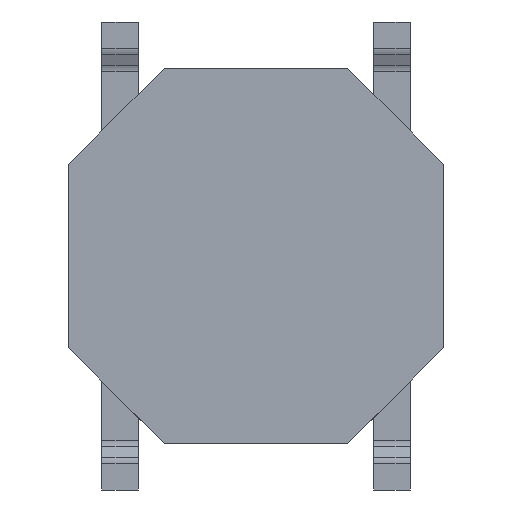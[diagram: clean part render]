
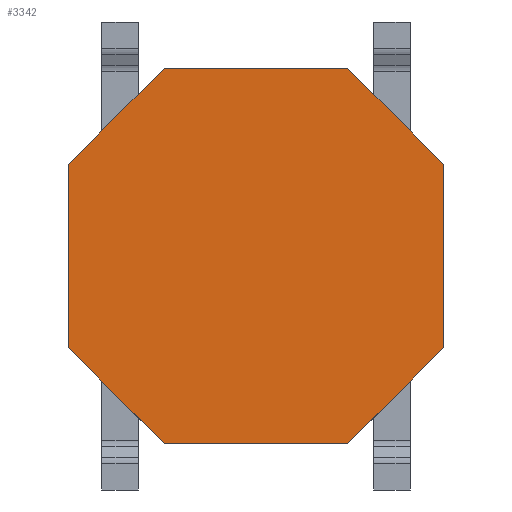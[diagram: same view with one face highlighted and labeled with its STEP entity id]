
A CAD part, front view. The second image highlights one B-rep face of the part: STEP entity #3342.
In plain terms, the highlighted planar face has unit normal (0, -1, 0).
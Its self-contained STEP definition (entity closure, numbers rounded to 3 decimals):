
#47 = VERTEX_POINT ( 'NONE', #73 ) ;
#73 = CARTESIAN_POINT ( 'NONE',  ( -2.55, 0., -1.25 ) ) ;
#78 = ORIENTED_EDGE ( 'NONE', *, *, #1933, .F. ) ;
#88 = ORIENTED_EDGE ( 'NONE', *, *, #2945, .T. ) ;
#165 = CARTESIAN_POINT ( 'NONE',  ( -1.25, 0., -2.55 ) ) ;
#228 = LINE ( 'NONE', #587, #1671 ) ;
#318 = LINE ( 'NONE', #3374, #3779 ) ;
#335 = LINE ( 'NONE', #1840, #2236 ) ;
#383 = DIRECTION ( 'NONE',  ( 0., 0., 1. ) ) ;
#587 = CARTESIAN_POINT ( 'NONE',  ( 2.55, 0., 1.25 ) ) ;
#589 = DIRECTION ( 'NONE',  ( 0.707, 0., 0.707 ) ) ;
#642 = VERTEX_POINT ( 'NONE', #3334 ) ;
#662 = VERTEX_POINT ( 'NONE', #2794 ) ;
#707 = DIRECTION ( 'NONE',  ( -1., 0., 0. ) ) ;
#726 = VECTOR ( 'NONE', #947, 1000. ) ;
#843 = VECTOR ( 'NONE', #1626, 1000. ) ;
#860 = DIRECTION ( 'NONE',  ( -0.707, 0., 0.707 ) ) ;
#901 = EDGE_CURVE ( 'NONE', #2630, #3572, #1317, .T. ) ;
#947 = DIRECTION ( 'NONE',  ( 0., 0., 1. ) ) ;
#998 = ORIENTED_EDGE ( 'NONE', *, *, #1620, .T. ) ;
#1012 = ORIENTED_EDGE ( 'NONE', *, *, #901, .F. ) ;
#1111 = EDGE_CURVE ( 'NONE', #2864, #3225, #318, .T. ) ;
#1250 = EDGE_CURVE ( 'NONE', #2630, #1884, #228, .T. ) ;
#1317 = LINE ( 'NONE', #3196, #3712 ) ;
#1349 = LINE ( 'NONE', #1666, #1781 ) ;
#1434 = EDGE_CURVE ( 'NONE', #642, #1884, #2518, .T. ) ;
#1620 = EDGE_CURVE ( 'NONE', #2864, #3572, #3039, .T. ) ;
#1626 = DIRECTION ( 'NONE',  ( 1., 0., 0. ) ) ;
#1666 = CARTESIAN_POINT ( 'NONE',  ( -2.55, 0., -1.25 ) ) ;
#1671 = VECTOR ( 'NONE', #860, 1000. ) ;
#1781 = VECTOR ( 'NONE', #1987, 1000. ) ;
#1782 = EDGE_CURVE ( 'NONE', #47, #3225, #1349, .T. ) ;
#1840 = CARTESIAN_POINT ( 'NONE',  ( -1.25, 0., 2.55 ) ) ;
#1884 = VERTEX_POINT ( 'NONE', #3645 ) ;
#1887 = FACE_OUTER_BOUND ( 'NONE', #2787, .T. ) ;
#1933 = EDGE_CURVE ( 'NONE', #47, #662, #3013, .T. ) ;
#1987 = DIRECTION ( 'NONE',  ( 0.707, 0., -0.707 ) ) ;
#2184 = CARTESIAN_POINT ( 'NONE',  ( 0., 0., 0. ) ) ;
#2236 = VECTOR ( 'NONE', #3636, 1000. ) ;
#2397 = ORIENTED_EDGE ( 'NONE', *, *, #1782, .T. ) ;
#2506 = DIRECTION ( 'NONE',  ( 0., 1., 0. ) ) ;
#2518 = LINE ( 'NONE', #3078, #843 ) ;
#2630 = VERTEX_POINT ( 'NONE', #2849 ) ;
#2645 = CARTESIAN_POINT ( 'NONE',  ( 1.25, 0., -2.55 ) ) ;
#2787 = EDGE_LOOP ( 'NONE', ( #3591, #998, #1012, #3195, #3177, #88, #78, #2397 ) ) ;
#2794 = CARTESIAN_POINT ( 'NONE',  ( -2.55, 0., 1.25 ) ) ;
#2849 = CARTESIAN_POINT ( 'NONE',  ( 2.55, 0., 1.25 ) ) ;
#2864 = VERTEX_POINT ( 'NONE', #3825 ) ;
#2915 = CARTESIAN_POINT ( 'NONE',  ( 2.55, 0., -1.25 ) ) ;
#2932 = AXIS2_PLACEMENT_3D ( 'NONE', #2184, #2506, #383 ) ;
#2945 = EDGE_CURVE ( 'NONE', #642, #662, #335, .T. ) ;
#3013 = LINE ( 'NONE', #3032, #726 ) ;
#3032 = CARTESIAN_POINT ( 'NONE',  ( -2.55, 0., -2.55 ) ) ;
#3039 = LINE ( 'NONE', #2645, #3094 ) ;
#3078 = CARTESIAN_POINT ( 'NONE',  ( -2.55, 0., 2.55 ) ) ;
#3094 = VECTOR ( 'NONE', #589, 1000. ) ;
#3121 = PLANE ( 'NONE',  #2932 ) ;
#3177 = ORIENTED_EDGE ( 'NONE', *, *, #1434, .F. ) ;
#3195 = ORIENTED_EDGE ( 'NONE', *, *, #1250, .T. ) ;
#3196 = CARTESIAN_POINT ( 'NONE',  ( 2.55, 0., -2.55 ) ) ;
#3225 = VERTEX_POINT ( 'NONE', #165 ) ;
#3334 = CARTESIAN_POINT ( 'NONE',  ( -1.25, 0., 2.55 ) ) ;
#3342 = ADVANCED_FACE ( 'NONE', ( #1887 ), #3121, .F. ) ;
#3374 = CARTESIAN_POINT ( 'NONE',  ( -2.55, 0., -2.55 ) ) ;
#3572 = VERTEX_POINT ( 'NONE', #2915 ) ;
#3591 = ORIENTED_EDGE ( 'NONE', *, *, #1111, .F. ) ;
#3636 = DIRECTION ( 'NONE',  ( -0.707, 0., -0.707 ) ) ;
#3645 = CARTESIAN_POINT ( 'NONE',  ( 1.25, 0., 2.55 ) ) ;
#3712 = VECTOR ( 'NONE', #3739, 1000. ) ;
#3739 = DIRECTION ( 'NONE',  ( 0., 0., -1. ) ) ;
#3779 = VECTOR ( 'NONE', #707, 1000. ) ;
#3825 = CARTESIAN_POINT ( 'NONE',  ( 1.25, 0., -2.55 ) ) ;
